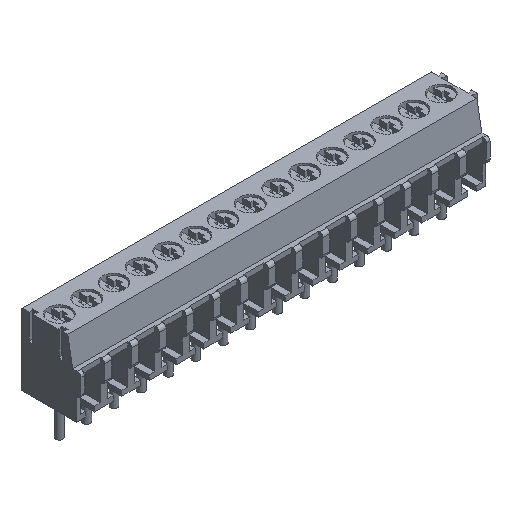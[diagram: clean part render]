
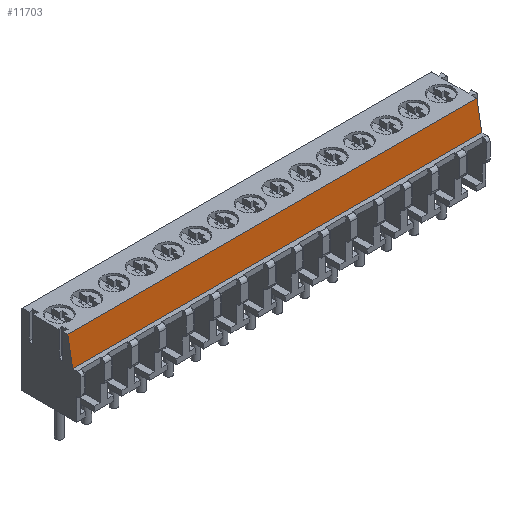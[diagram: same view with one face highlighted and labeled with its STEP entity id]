
A CAD part, isometric view. The second image highlights one B-rep face of the part: STEP entity #11703.
In plain terms, the highlighted planar face has unit normal (0, -0.985, 0.174).
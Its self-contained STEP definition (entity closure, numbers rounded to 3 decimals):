
#44 = PLANE('',#45);
#45 = AXIS2_PLACEMENT_3D('',#46,#47,#48);
#46 = CARTESIAN_POINT('',(-1.75,-0.574,4.593));
#47 = DIRECTION('',(-1.,-0.,-0.));
#48 = DIRECTION('',(0.,0.,-1.));
#2710 = PLANE('',#2711);
#2711 = AXIS2_PLACEMENT_3D('',#2712,#2713,#2714);
#2712 = CARTESIAN_POINT('',(50.75,-0.574,4.593));
#2713 = DIRECTION('',(1.,0.,0.));
#2714 = DIRECTION('',(0.,0.,1.));
#2894 = VERTEX_POINT('',#2895);
#2895 = CARTESIAN_POINT('',(-1.75,-3.45,5.7));
#2909 = PLANE('',#2910);
#2910 = AXIS2_PLACEMENT_3D('',#2911,#2912,#2913);
#2911 = CARTESIAN_POINT('',(24.5,-3.723,5.7));
#2912 = DIRECTION('',(0.,0.,1.));
#2913 = DIRECTION('',(0.,1.,0.));
#2921 = EDGE_CURVE('',#2922,#2894,#2924,.T.);
#2922 = VERTEX_POINT('',#2923);
#2923 = CARTESIAN_POINT('',(-1.75,-2.83,9.2));
#2924 = SURFACE_CURVE('',#2925,(#2929,#2936),.PCURVE_S1.);
#2925 = LINE('',#2926,#2927);
#2926 = CARTESIAN_POINT('',(-1.75,-2.83,9.2));
#2927 = VECTOR('',#2928,1.);
#2928 = DIRECTION('',(0.,-0.174,-0.985));
#2929 = PCURVE('',#44,#2930);
#2930 = DEFINITIONAL_REPRESENTATION('',(#2931),#2935);
#2931 = LINE('',#2932,#2933);
#2932 = CARTESIAN_POINT('',(-4.607,2.256));
#2933 = VECTOR('',#2934,1.);
#2934 = DIRECTION('',(0.985,0.174));
#2935 = ( GEOMETRIC_REPRESENTATION_CONTEXT(2)
PARAMETRIC_REPRESENTATION_CONTEXT() REPRESENTATION_CONTEXT('2D SPACE',''
) );
#2936 = PCURVE('',#2937,#2942);
#2937 = PLANE('',#2938);
#2938 = AXIS2_PLACEMENT_3D('',#2939,#2940,#2941);
#2939 = CARTESIAN_POINT('',(-1.75,-2.83,9.2));
#2940 = DIRECTION('',(0.,0.985,-0.174));
#2941 = DIRECTION('',(0.,-0.174,-0.985));
#2942 = DEFINITIONAL_REPRESENTATION('',(#2943),#2947);
#2943 = LINE('',#2944,#2945);
#2944 = CARTESIAN_POINT('',(0.,0.));
#2945 = VECTOR('',#2946,1.);
#2946 = DIRECTION('',(1.,0.));
#2947 = ( GEOMETRIC_REPRESENTATION_CONTEXT(2)
PARAMETRIC_REPRESENTATION_CONTEXT() REPRESENTATION_CONTEXT('2D SPACE',''
) );
#2965 = PLANE('',#2966);
#2966 = AXIS2_PLACEMENT_3D('',#2967,#2968,#2969);
#2967 = CARTESIAN_POINT('',(24.526,0.104,9.2));
#2968 = DIRECTION('',(0.,0.,1.));
#2969 = DIRECTION('',(0.,1.,0.));
#3565 = VERTEX_POINT('',#3566);
#3566 = CARTESIAN_POINT('',(50.75,-2.83,9.2));
#3587 = EDGE_CURVE('',#3565,#3588,#3590,.T.);
#3588 = VERTEX_POINT('',#3589);
#3589 = CARTESIAN_POINT('',(50.75,-3.45,5.7));
#3590 = SURFACE_CURVE('',#3591,(#3595,#3602),.PCURVE_S1.);
#3591 = LINE('',#3592,#3593);
#3592 = CARTESIAN_POINT('',(50.75,-2.83,9.2));
#3593 = VECTOR('',#3594,1.);
#3594 = DIRECTION('',(0.,-0.174,-0.985));
#3595 = PCURVE('',#2710,#3596);
#3596 = DEFINITIONAL_REPRESENTATION('',(#3597),#3601);
#3597 = LINE('',#3598,#3599);
#3598 = CARTESIAN_POINT('',(4.607,2.256));
#3599 = VECTOR('',#3600,1.);
#3600 = DIRECTION('',(-0.985,0.174));
#3601 = ( GEOMETRIC_REPRESENTATION_CONTEXT(2)
PARAMETRIC_REPRESENTATION_CONTEXT() REPRESENTATION_CONTEXT('2D SPACE',''
) );
#3602 = PCURVE('',#2937,#3603);
#3603 = DEFINITIONAL_REPRESENTATION('',(#3604),#3608);
#3604 = LINE('',#3605,#3606);
#3605 = CARTESIAN_POINT('',(0.,-52.5));
#3606 = VECTOR('',#3607,1.);
#3607 = DIRECTION('',(1.,0.));
#3608 = ( GEOMETRIC_REPRESENTATION_CONTEXT(2)
PARAMETRIC_REPRESENTATION_CONTEXT() REPRESENTATION_CONTEXT('2D SPACE',''
) );
#10821 = EDGE_CURVE('',#2922,#3565,#10822,.T.);
#10822 = SURFACE_CURVE('',#10823,(#10827,#10834),.PCURVE_S1.);
#10823 = LINE('',#10824,#10825);
#10824 = CARTESIAN_POINT('',(-1.75,-2.83,9.2));
#10825 = VECTOR('',#10826,1.);
#10826 = DIRECTION('',(1.,0.,0.));
#10827 = PCURVE('',#2965,#10828);
#10828 = DEFINITIONAL_REPRESENTATION('',(#10829),#10833);
#10829 = LINE('',#10830,#10831);
#10830 = CARTESIAN_POINT('',(-2.934,26.276));
#10831 = VECTOR('',#10832,1.);
#10832 = DIRECTION('',(0.,-1.));
#10833 = ( GEOMETRIC_REPRESENTATION_CONTEXT(2)
PARAMETRIC_REPRESENTATION_CONTEXT() REPRESENTATION_CONTEXT('2D SPACE',''
) );
#10834 = PCURVE('',#2937,#10835);
#10835 = DEFINITIONAL_REPRESENTATION('',(#10836),#10840);
#10836 = LINE('',#10837,#10838);
#10837 = CARTESIAN_POINT('',(0.,0.));
#10838 = VECTOR('',#10839,1.);
#10839 = DIRECTION('',(0.,-1.));
#10840 = ( GEOMETRIC_REPRESENTATION_CONTEXT(2)
PARAMETRIC_REPRESENTATION_CONTEXT() REPRESENTATION_CONTEXT('2D SPACE',''
) );
#11703 = ADVANCED_FACE('',(#11704),#2937,.F.);
#11704 = FACE_BOUND('',#11705,.F.);
#11705 = EDGE_LOOP('',(#11706,#11707,#11708,#11729));
#11706 = ORIENTED_EDGE('',*,*,#10821,.T.);
#11707 = ORIENTED_EDGE('',*,*,#3587,.T.);
#11708 = ORIENTED_EDGE('',*,*,#11709,.F.);
#11709 = EDGE_CURVE('',#2894,#3588,#11710,.T.);
#11710 = SURFACE_CURVE('',#11711,(#11715,#11722),.PCURVE_S1.);
#11711 = LINE('',#11712,#11713);
#11712 = CARTESIAN_POINT('',(-1.75,-3.45,5.7));
#11713 = VECTOR('',#11714,1.);
#11714 = DIRECTION('',(1.,0.,0.));
#11715 = PCURVE('',#2937,#11716);
#11716 = DEFINITIONAL_REPRESENTATION('',(#11717),#11721);
#11717 = LINE('',#11718,#11719);
#11718 = CARTESIAN_POINT('',(3.554,0.));
#11719 = VECTOR('',#11720,1.);
#11720 = DIRECTION('',(0.,-1.));
#11721 = ( GEOMETRIC_REPRESENTATION_CONTEXT(2)
PARAMETRIC_REPRESENTATION_CONTEXT() REPRESENTATION_CONTEXT('2D SPACE',''
) );
#11722 = PCURVE('',#2909,#11723);
#11723 = DEFINITIONAL_REPRESENTATION('',(#11724),#11728);
#11724 = LINE('',#11725,#11726);
#11725 = CARTESIAN_POINT('',(0.273,26.25));
#11726 = VECTOR('',#11727,1.);
#11727 = DIRECTION('',(0.,-1.));
#11728 = ( GEOMETRIC_REPRESENTATION_CONTEXT(2)
PARAMETRIC_REPRESENTATION_CONTEXT() REPRESENTATION_CONTEXT('2D SPACE',''
) );
#11729 = ORIENTED_EDGE('',*,*,#2921,.F.);
